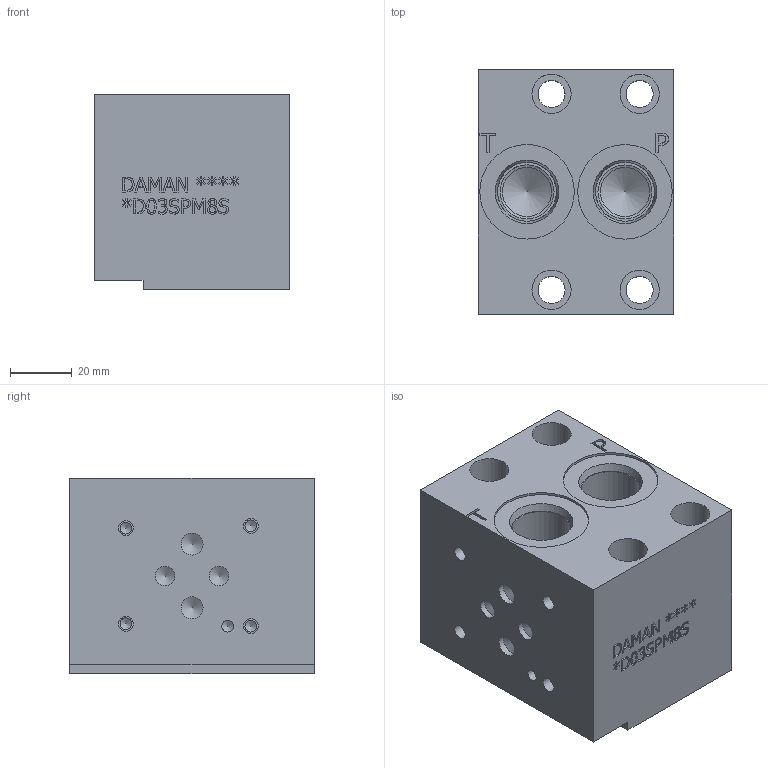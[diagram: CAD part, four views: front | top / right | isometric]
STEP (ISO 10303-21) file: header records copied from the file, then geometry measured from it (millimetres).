
FILE_DESCRIPTION(/* description */ (''),/* implementation_level */ '2;1');
FILE_NAME(/* name */ '_D03SPM8S.stp',/* time_stamp */ '2020-03-17T15:36:40-04:00',/* author */ ('devonn'),/* organization */ (''),/* preprocessor_version */ 'ST-DEVELOPER v17',/* originating_system */ 'Autodesk Inventor 2019',/* authorisation */ '');
FILE_SCHEMA (('AUTOMOTIVE_DESIGN { 1 0 10303 214 3 1 1 }'));
Length unit declared in the file: millimetre
Products named in the file (1): Part_AD03SPM8S.C04859R2_3D
Bounding box: 63.5 x 79.38 x 63.5 mm (x, y, z)
Volume: 280907.6 mm3; surface area: 40165.2 mm2
Topology: 1 solids, 1 shells, 417 faces, 1149 edges, 775 vertices
Faces by surface type: plane 251, bspline 114, cylinder 33, cone 19
Full cylindrical faces by diameter (mm): 3.785 x5, 4.826 x4, 6.35 x2, 7.137 x2, 8.738 x4, 12.7 x6, 15.875 x2, 17.501 x2, 19.05 x2, 19.253 x2, 30.632 x2
Entity records: 14148 total; most frequent: CARTESIAN_POINT 3811, ORIENTED_EDGE 2272, DIRECTION 1634, EDGE_CURVE 1136, LINE 790, VECTOR 790, VERTEX_POINT 775, EDGE_LOOP 479
